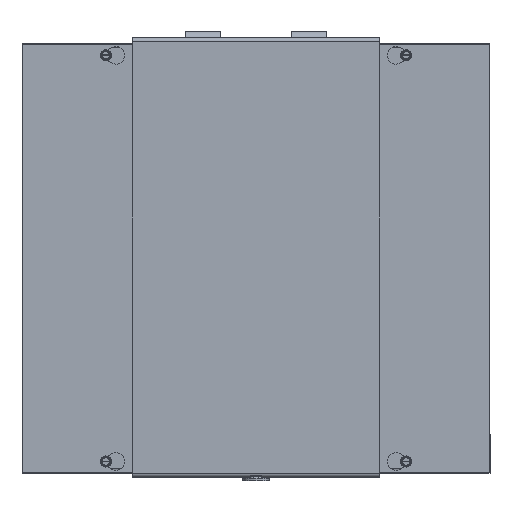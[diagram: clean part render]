
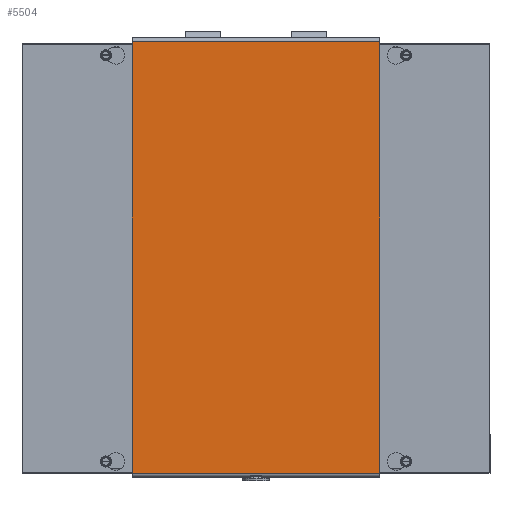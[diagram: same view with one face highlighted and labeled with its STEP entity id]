
A CAD part, top view. The second image highlights one B-rep face of the part: STEP entity #5504.
In plain terms, the highlighted face is planar.
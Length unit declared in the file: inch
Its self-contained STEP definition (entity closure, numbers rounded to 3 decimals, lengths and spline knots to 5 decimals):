
#657=FACE_OUTER_BOUND('',#1003,.T.);
#1003=EDGE_LOOP('',(#3920,#3921,#3922,#3923));
#1432=LINE('',#8208,#1928);
#1462=LINE('',#8277,#1958);
#1489=LINE('',#8335,#1985);
#1491=LINE('',#8338,#1987);
#1928=VECTOR('',#6568,7.);
#1958=VECTOR('',#6626,7.);
#1985=VECTOR('',#6691,12.227);
#1987=VECTOR('',#6695,12.227);
#2400=VERTEX_POINT('',#8205);
#2401=VERTEX_POINT('',#8207);
#2425=VERTEX_POINT('',#8274);
#2426=VERTEX_POINT('',#8276);
#2930=EDGE_CURVE('',#2401,#2400,#1432,.T.);
#2964=EDGE_CURVE('',#2426,#2425,#1462,.T.);
#2994=EDGE_CURVE('',#2400,#2426,#1489,.T.);
#2996=EDGE_CURVE('',#2425,#2401,#1491,.T.);
#3920=ORIENTED_EDGE('',*,*,#2964,.T.);
#3921=ORIENTED_EDGE('',*,*,#2996,.T.);
#3922=ORIENTED_EDGE('',*,*,#2930,.T.);
#3923=ORIENTED_EDGE('',*,*,#2994,.T.);
#5119=PLANE('',#5865);
#5504=ADVANCED_FACE('',(#657),#5119,.F.);
#5865=AXIS2_PLACEMENT_3D('',#8337,#6693,#6694);
#6568=DIRECTION('',(1.,0.,0.));
#6626=DIRECTION('',(-1.,0.,0.));
#6691=DIRECTION('',(0.,-1.,0.));
#6693=DIRECTION('center_axis',(0.,0.,1.));
#6694=DIRECTION('ref_axis',(1.,0.,0.));
#6695=DIRECTION('',(0.,1.,0.));
#8205=CARTESIAN_POINT('',(3.5,6.1135,0.));
#8207=CARTESIAN_POINT('',(-3.5,6.1135,0.));
#8208=CARTESIAN_POINT('',(-1.75,6.1135,0.));
#8274=CARTESIAN_POINT('',(-3.5,-6.1135,0.));
#8276=CARTESIAN_POINT('',(3.5,-6.1135,0.));
#8277=CARTESIAN_POINT('',(1.75,-6.1135,0.));
#8335=CARTESIAN_POINT('',(3.5,6.21875,0.));
#8337=CARTESIAN_POINT('Origin',(0.,0.,0.));
#8338=CARTESIAN_POINT('',(-3.5,-6.21875,0.));
